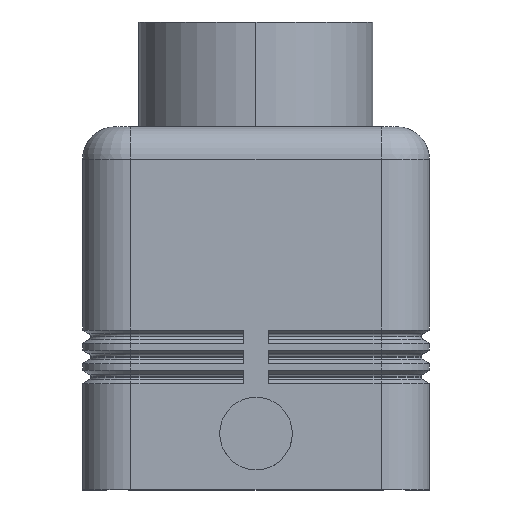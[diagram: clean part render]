
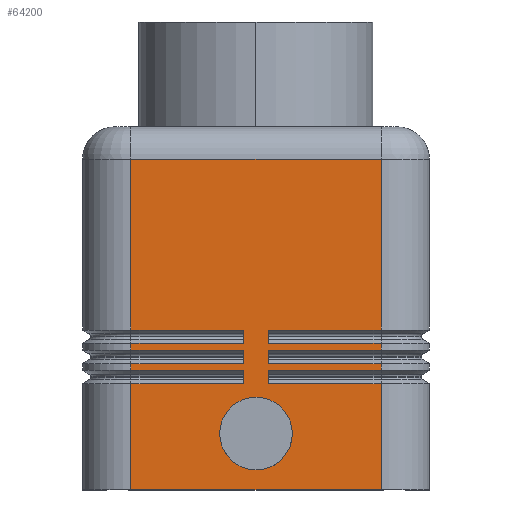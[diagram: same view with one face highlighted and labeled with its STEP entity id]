
A CAD part, left-side view. The second image highlights one B-rep face of the part: STEP entity #64200.
In plain terms, the highlighted planar face has unit normal (-1, 0, 0).
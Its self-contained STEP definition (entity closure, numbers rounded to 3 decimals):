
#550=CARTESIAN_POINT('',(-36.5,15.5,0.));
#560=DIRECTION('',(0.,0.,1.));
#570=VECTOR('',#560,1.);
#580=LINE('',#550,#570);
#590=CARTESIAN_POINT('',(-36.5,15.5,0.));
#600=VERTEX_POINT('',#590);
#610=CARTESIAN_POINT('',(-36.5,15.5,13.173));
#620=VERTEX_POINT('',#610);
#630=EDGE_CURVE('',#600,#620,#580,.T.);
#1530=CARTESIAN_POINT('',(-36.5,15.5,41.));
#1540=DIRECTION('',(0.,-1.,0.));
#1550=VECTOR('',#1540,1.);
#1560=LINE('',#1530,#1550);
#1570=CARTESIAN_POINT('',(-36.5,15.5,41.));
#1580=VERTEX_POINT('',#1570);
#1590=CARTESIAN_POINT('',(-36.5,-15.5,41.));
#1600=VERTEX_POINT('',#1590);
#1610=EDGE_CURVE('',#1580,#1600,#1560,.T.);
#7070=CARTESIAN_POINT('',(-36.5,-1.5,7.));
#7080=VERTEX_POINT('',#7070);
#7110=CARTESIAN_POINT('',(-36.5,0.,7.))
;
#7120=DIRECTION('',(1.,-0.,-0.));
#7130=DIRECTION('',(0.,1.,0.));
#7140=AXIS2_PLACEMENT_3D('',#7110,#7120,#7130);
#7150=CIRCLE('',#7140,1.5);
#7160=CARTESIAN_POINT('',(-36.5,1.5,7.));
#7170=VERTEX_POINT('',#7160);
#7180=EDGE_CURVE('',#7080,#7170,#7150,.T.);
#7450=CARTESIAN_POINT('',(-36.5,15.5,14.827));
#7460=DIRECTION('',(0.,0.,1.));
#7470=VECTOR('',#7460,1.);
#7480=LINE('',#7450,#7470);
#7490=CARTESIAN_POINT('',(-36.5,15.5,14.827));
#7500=VERTEX_POINT('',#7490);
#7510=CARTESIAN_POINT('',(-36.5,15.5,15.673));
#7520=VERTEX_POINT('',#7510);
#7530=EDGE_CURVE('',#7500,#7520,#7480,.T.);
#11370=CARTESIAN_POINT('',(-36.5,-15.5,13.173));
#11380=DIRECTION('',(0.,0.,-1.));
#11390=VECTOR('',#11380,1.);
#11400=LINE('',#11370,#11390);
#11410=CARTESIAN_POINT('',(-36.5,-15.5,13.173));
#11420=VERTEX_POINT('',#11410);
#11430=CARTESIAN_POINT('',(-36.5,-15.5,0.));
#11440=VERTEX_POINT('',#11430);
#11450=EDGE_CURVE('',#11420,#11440,#11400,.T.);
#15290=CARTESIAN_POINT('',(-36.5,15.5,17.327));
#15300=DIRECTION('',(0.,0.,1.));
#15310=VECTOR('',#15300,1.);
#15320=LINE('',#15290,#15310);
#15330=CARTESIAN_POINT('',(-36.5,15.5,17.327));
#15340=VERTEX_POINT('',#15330);
#15350=CARTESIAN_POINT('',(-36.5,15.5,18.173));
#15360=VERTEX_POINT('',#15350);
#15370=EDGE_CURVE('',#15340,#15360,#15320,.T.);
#16270=CARTESIAN_POINT('',(-36.5,15.5,19.827));
#16280=DIRECTION('',(0.,0.,1.));
#16290=VECTOR('',#16280,1.);
#16300=LINE('',#16270,#16290);
#16310=CARTESIAN_POINT('',(-36.5,15.5,19.827));
#16320=VERTEX_POINT('',#16310);
#16330=EDGE_CURVE('',#16320,#1580,#16300,.T.);
#23050=CARTESIAN_POINT('',(-36.5,-15.5,15.673));
#23060=DIRECTION('',(0.,0.,-1.));
#23070=VECTOR('',#23060,1.);
#23080=LINE('',#23050,#23070);
#23090=CARTESIAN_POINT('',(-36.5,-15.5,15.673));
#23100=VERTEX_POINT('',#23090);
#23110=CARTESIAN_POINT('',(-36.5,-15.5,14.827));
#23120=VERTEX_POINT('',#23110);
#23130=EDGE_CURVE('',#23100,#23120,#23080,.T.);
#26970=CARTESIAN_POINT('',(-36.5,-15.5,18.173));
#26980=DIRECTION('',(0.,0.,-1.));
#26990=VECTOR('',#26980,1.);
#27000=LINE('',#26970,#26990);
#27010=CARTESIAN_POINT('',(-36.5,-15.5,18.173));
#27020=VERTEX_POINT('',#27010);
#27030=CARTESIAN_POINT('',(-36.5,-15.5,17.327));
#27040=VERTEX_POINT('',#27030);
#27050=EDGE_CURVE('',#27020,#27040,#27000,.T.);
#27460=CARTESIAN_POINT('',(-36.5,-15.5,41.));
#27470=DIRECTION('',(0.,0.,-1.));
#27480=VECTOR('',#27470,1.);
#27490=LINE('',#27460,#27480);
#27500=CARTESIAN_POINT('',(-36.5,-15.5,19.827));
#27510=VERTEX_POINT('',#27500);
#27520=EDGE_CURVE('',#1600,#27510,#27490,.T.);
#55260=CARTESIAN_POINT('',(-36.5,-1.5,18.173));
#55270=VERTEX_POINT('',#55260);
#55300=CARTESIAN_POINT('',(-36.5,-1.5,0.));
#55310=DIRECTION('',(0.,-0.,1.));
#55320=VECTOR('',#55310,1.);
#55330=LINE('',#55300,#55320);
#55340=CARTESIAN_POINT('',(-36.5,-1.5,19.827));
#55350=VERTEX_POINT('',#55340);
#55360=EDGE_CURVE('',#55270,#55350,#55330,.T.);
#60350=CARTESIAN_POINT('',(-36.5,0.,18.173));
#60360=DIRECTION('',(0.,1.,-0.));
#60370=VECTOR('',#60360,1.);
#60380=LINE('',#60350,#60370);
#60390=EDGE_CURVE('',#27020,#55270,#60380,.T.);
#60590=CARTESIAN_POINT('',(-36.5,0.,19.827));
#60600=DIRECTION('',(-0.,-1.,-0.));
#60610=VECTOR('',#60600,1.);
#60620=LINE('',#60590,#60610);
#60630=EDGE_CURVE('',#55350,#27510,#60620,.T.);
#62760=CARTESIAN_POINT('',(-36.5,-18.6,-4.1));
#62770=DIRECTION('',(-1.,0.,0.));
#62780=DIRECTION('',(0.,1.,0.));
#62790=AXIS2_PLACEMENT_3D('',#62760,#62770,#62780);
#62800=PLANE('',#62790);
#62810=ORIENTED_EDGE('',*,*,#27050,.F.);
#62820=CARTESIAN_POINT('',(-36.5,0.,17.327));
#62830=DIRECTION('',(0.,-1.,-0.));
#62840=VECTOR('',#62830,1.);
#62850=LINE('',#62820,#62840);
#62860=CARTESIAN_POINT('',(-36.5,-1.5,17.327));
#62870=VERTEX_POINT('',#62860);
#62880=EDGE_CURVE('',#62870,#27040,#62850,.T.);
#62890=ORIENTED_EDGE('',*,*,#62880,.T.);
#62900=CARTESIAN_POINT('',(-36.5,-1.5,0.));
#62910=DIRECTION('',(0.,0.,1.));
#62920=VECTOR('',#62910,1.);
#62930=LINE('',#62900,#62920);
#62940=CARTESIAN_POINT('',(-36.5,-1.5,15.673));
#62950=VERTEX_POINT('',#62940);
#62960=EDGE_CURVE('',#62950,#62870,#62930,.T.);
#62970=ORIENTED_EDGE('',*,*,#62960,.T.);
#62980=CARTESIAN_POINT('',(-36.5,0.,15.673));
#62990=DIRECTION('',(0.,1.,-0.));
#63000=VECTOR('',#62990,1.);
#63010=LINE('',#62980,#63000);
#63020=EDGE_CURVE('',#23100,#62950,#63010,.T.);
#63030=ORIENTED_EDGE('',*,*,#63020,.T.);
#63040=ORIENTED_EDGE('',*,*,#23130,.F.);
#63050=CARTESIAN_POINT('',(-36.5,0.,14.827));
#63060=DIRECTION('',(0.,-1.,-0.));
#63070=VECTOR('',#63060,1.);
#63080=LINE('',#63050,#63070);
#63090=CARTESIAN_POINT('',(-36.5,-1.5,14.827));
#63100=VERTEX_POINT('',#63090);
#63110=EDGE_CURVE('',#63100,#23120,#63080,.T.);
#63120=ORIENTED_EDGE('',*,*,#63110,.T.);
#63130=CARTESIAN_POINT('',(-36.5,-1.5,0.));
#63140=DIRECTION('',(0.,0.,1.));
#63150=VECTOR('',#63140,1.);
#63160=LINE('',#63130,#63150);
#63170=CARTESIAN_POINT('',(-36.5,-1.5,13.173));
#63180=VERTEX_POINT('',#63170);
#63190=EDGE_CURVE('',#63180,#63100,#63160,.T.);
#63200=ORIENTED_EDGE('',*,*,#63190,.T.);
#63210=CARTESIAN_POINT('',(-36.5,0.,13.173));
#63220=DIRECTION('',(0.,1.,-0.));
#63230=VECTOR('',#63220,1.);
#63240=LINE('',#63210,#63230);
#63250=EDGE_CURVE('',#11420,#63180,#63240,.T.);
#63260=ORIENTED_EDGE('',*,*,#63250,.T.);
#63270=ORIENTED_EDGE('',*,*,#11450,.F.);
#63280=CARTESIAN_POINT('',(-36.5,0.,0.));
#63290=DIRECTION('',(-0.,1.,0.));
#63300=VECTOR('',#63290,1.);
#63310=LINE('',#63280,#63300);
#63320=EDGE_CURVE('',#11440,#600,#63310,.T.);
#63330=ORIENTED_EDGE('',*,*,#63320,.F.);
#63340=ORIENTED_EDGE('',*,*,#630,.F.);
#63350=CARTESIAN_POINT('',(-36.5,0.,13.173));
#63360=DIRECTION('',(0.,1.,-0.));
#63370=VECTOR('',#63360,1.);
#63380=LINE('',#63350,#63370);
#63390=CARTESIAN_POINT('',(-36.5,1.5,13.173));
#63400=VERTEX_POINT('',#63390);
#63410=EDGE_CURVE('',#63400,#620,#63380,.T.);
#63420=ORIENTED_EDGE('',*,*,#63410,.T.);
#63430=CARTESIAN_POINT('',(-36.5,1.5,0.));
#63440=DIRECTION('',(0.,0.,-1.));
#63450=VECTOR('',#63440,1.);
#63460=LINE('',#63430,#63450);
#63470=CARTESIAN_POINT('',(-36.5,1.5,14.827));
#63480=VERTEX_POINT('',#63470);
#63490=EDGE_CURVE('',#63480,#63400,#63460,.T.);
#63500=ORIENTED_EDGE('',*,*,#63490,.T.);
#63510=CARTESIAN_POINT('',(-36.5,0.,14.827));
#63520=DIRECTION('',(0.,-1.,-0.));
#63530=VECTOR('',#63520,1.);
#63540=LINE('',#63510,#63530);
#63550=EDGE_CURVE('',#7500,#63480,#63540,.T.);
#63560=ORIENTED_EDGE('',*,*,#63550,.T.);
#63570=ORIENTED_EDGE('',*,*,#7530,.F.);
#63580=CARTESIAN_POINT('',(-36.5,0.,15.673));
#63590=DIRECTION('',(0.,1.,-0.));
#63600=VECTOR('',#63590,1.);
#63610=LINE('',#63580,#63600);
#63620=CARTESIAN_POINT('',(-36.5,1.5,15.673));
#63630=VERTEX_POINT('',#63620);
#63640=EDGE_CURVE('',#63630,#7520,#63610,.T.);
#63650=ORIENTED_EDGE('',*,*,#63640,.T.);
#63660=CARTESIAN_POINT('',(-36.5,1.5,0.));
#63670=DIRECTION('',(0.,0.,-1.));
#63680=VECTOR('',#63670,1.);
#63690=LINE('',#63660,#63680);
#63700=CARTESIAN_POINT('',(-36.5,1.5,17.327));
#63710=VERTEX_POINT('',#63700);
#63720=EDGE_CURVE('',#63710,#63630,#63690,.T.);
#63730=ORIENTED_EDGE('',*,*,#63720,.T.);
#63740=CARTESIAN_POINT('',(-36.5,0.,17.327));
#63750=DIRECTION('',(0.,-1.,-0.));
#63760=VECTOR('',#63750,1.);
#63770=LINE('',#63740,#63760);
#63780=EDGE_CURVE('',#15340,#63710,#63770,.T.);
#63790=ORIENTED_EDGE('',*,*,#63780,.T.);
#63800=ORIENTED_EDGE('',*,*,#15370,.F.);
#63810=CARTESIAN_POINT('',(-36.5,0.,18.173));
#63820=DIRECTION('',(0.,1.,-0.));
#63830=VECTOR('',#63820,1.);
#63840=LINE('',#63810,#63830);
#63850=CARTESIAN_POINT('',(-36.5,1.5,18.173));
#63860=VERTEX_POINT('',#63850);
#63870=EDGE_CURVE('',#63860,#15360,#63840,.T.);
#63880=ORIENTED_EDGE('',*,*,#63870,.T.);
#63890=CARTESIAN_POINT('',(-36.5,1.5,0.));
#63900=DIRECTION('',(0.,0.,-1.));
#63910=VECTOR('',#63900,1.);
#63920=LINE('',#63890,#63910);
#63930=CARTESIAN_POINT('',(-36.5,1.5,19.827));
#63940=VERTEX_POINT('',#63930);
#63950=EDGE_CURVE('',#63940,#63860,#63920,.T.);
#63960=ORIENTED_EDGE('',*,*,#63950,.T.);
#63970=CARTESIAN_POINT('',(-36.5,0.,19.827));
#63980=DIRECTION('',(0.,-1.,-0.));
#63990=VECTOR('',#63980,1.);
#64000=LINE('',#63970,#63990);
#64010=EDGE_CURVE('',#16320,#63940,#64000,.T.);
#64020=ORIENTED_EDGE('',*,*,#64010,.T.);
#64030=ORIENTED_EDGE('',*,*,#16330,.F.);
#64040=ORIENTED_EDGE('',*,*,#1610,.F.);
#64050=ORIENTED_EDGE('',*,*,#27520,.F.);
#64060=ORIENTED_EDGE('',*,*,#60630,.T.);
#64070=ORIENTED_EDGE('',*,*,#55360,.T.);
#64080=ORIENTED_EDGE('',*,*,#60390,.T.);
#64090=EDGE_LOOP('',(#64080,#64070,#64060,#64050,#64040,#64030,#64020,
#63960,#63880,#63800,#63790,#63730,#63650,#63570,#63560,#63500,#63420,
#63340,#63330,#63270,#63260,#63200,#63120,#63040,#63030,#62970,#62890,
#62810));
#64100=FACE_OUTER_BOUND('',#64090,.T.);
#64110=ORIENTED_EDGE('',*,*,#7180,.T.);
#64120=CARTESIAN_POINT('',(-36.5,0.,8.5)
);
#64130=VERTEX_POINT('',#64120);
#64140=EDGE_CURVE('',#64130,#7080,#7150,.T.);
#64150=ORIENTED_EDGE('',*,*,#64140,.T.);
#64160=EDGE_CURVE('',#7170,#64130,#7150,.T.);
#64170=ORIENTED_EDGE('',*,*,#64160,.T.);
#64180=EDGE_LOOP('',(#64170,#64150,#64110));
#64190=FACE_BOUND('',#64180,.T.);
#64200=ADVANCED_FACE('',(#64100,#64190),#62800,.T.);
